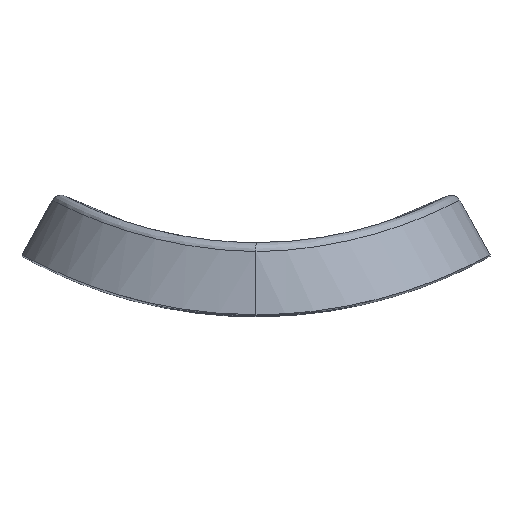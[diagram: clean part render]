
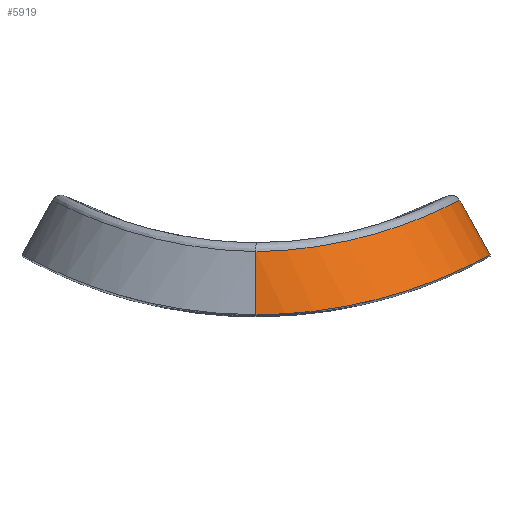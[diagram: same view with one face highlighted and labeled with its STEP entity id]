
A CAD part, top view. The second image highlights one B-rep face of the part: STEP entity #5919.
In plain terms, the highlighted cylindrical face has radius 12 mm (diameter 24 mm), a partial arc.
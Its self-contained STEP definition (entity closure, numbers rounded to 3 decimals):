
#34 = CARTESIAN_POINT ( 'NONE',  ( 1.616, 0.04, 31.937 ) ) ;
#84 = CARTESIAN_POINT ( 'NONE',  ( 4.353, 0.381, 31.321 ) ) ;
#116 = CARTESIAN_POINT ( 'NONE',  ( 5.468, 3.97, 29.959 ) ) ;
#793 = VERTEX_POINT ( 'NONE', #10184 ) ;
#966 = CARTESIAN_POINT ( 'NONE',  ( 4.851, 3.82, 30.345 ) ) ;
#1011 = CARTESIAN_POINT ( 'NONE',  ( 8.056, 4.805, 27.5 ) ) ;
#1055 = CARTESIAN_POINT ( 'NONE',  ( 8.472, 4.97, 26.91 ) ) ;
#1068 = CARTESIAN_POINT ( 'NONE',  ( 6.164, 0.765, 30.552 ) ) ;
#1098 = CARTESIAN_POINT ( 'NONE',  ( 10.215, 5.768, 22.557 ) ) ;
#1111 = CARTESIAN_POINT ( 'NONE',  ( 3.198, 0.203, 31.65 ) ) ;
#1206 = ORIENTED_EDGE ( 'NONE', *, *, #7811, .F. ) ;
#1435 = CARTESIAN_POINT ( 'NONE',  ( 0., 0., 32. ) ) ;
#1479 = CARTESIAN_POINT ( 'NONE',  ( -10.515, 19.117, 20. ) ) ;
#1934 = CARTESIAN_POINT ( 'NONE',  ( 8.914, 1.648, 28.374 ) ) ;
#2019 = CARTESIAN_POINT ( 'NONE',  ( 9.659, 1.948, 27.467 ) ) ;
#2100 = CARTESIAN_POINT ( 'NONE',  ( 6.615, 4.293, 29.092 ) ) ;
#2411 = CYLINDRICAL_SURFACE ( 'NONE', #4499, 12. ) ;
#2434 = CARTESIAN_POINT ( 'NONE',  ( 0., 1.081, 32. ) ) ;
#2935 = CARTESIAN_POINT ( 'NONE',  ( 2.803, 0.155, 31.736 ) ) ;
#3004 = EDGE_LOOP ( 'NONE', ( #8811, #10152, #7101, #1206 ) ) ;
#3056 = CARTESIAN_POINT ( 'NONE',  ( 10.455, 5.891, 20. ) ) ;
#3132 = CARTESIAN_POINT ( 'NONE',  ( 1.462, 3.297, 31.657 ) ) ;
#3274 =( BOUNDED_CURVE ( )  B_SPLINE_CURVE ( 3, ( #1435, #2434, #10509, #4440 ),
 .UNSPECIFIED., .F., .T. ) 
 B_SPLINE_CURVE_WITH_KNOTS ( ( 4, 4 ),
 ( 4.712, 4.843 ),
 .UNSPECIFIED. ) 
 CURVE ( )  GEOMETRIC_REPRESENTATION_ITEM ( )  RATIONAL_B_SPLINE_CURVE ( ( 1., 0.999, 0.999, 1. ) ) 
 REPRESENTATION_ITEM ( '' )  );
#3294 = LINE ( 'NONE', #10941, #7892 ) ;
#3369 = CARTESIAN_POINT ( 'NONE',  ( 0., 0., 32. ) ) ;
#4008 = CARTESIAN_POINT ( 'NONE',  ( 10.14, 5.73, 22.915 ) ) ;
#4019 = CARTESIAN_POINT ( 'NONE',  ( 0.813, 0., 32. ) ) ;
#4046 = CARTESIAN_POINT ( 'NONE',  ( 9.854, 5.588, 23.978 ) ) ;
#4094 = CARTESIAN_POINT ( 'NONE',  ( 4.535, 3.749, 30.522 ) ) ;
#4142 = CARTESIAN_POINT ( 'NONE',  ( 7.833, 4.719, 27.787 ) ) ;
#4345 = CARTESIAN_POINT ( 'NONE',  ( 10.455, 5.891, 20. ) ) ;
#4440 = CARTESIAN_POINT ( 'NONE',  ( 0., 3.231, 31.899 ) ) ;
#4499 = AXIS2_PLACEMENT_3D ( 'NONE', #1479, #12450, #12719 ) ;
#4903 = CARTESIAN_POINT ( 'NONE',  ( 11.415, 2.77, 23.954 ) ) ;
#4908 = VERTEX_POINT ( 'NONE', #3369 ) ;
#5088 = CARTESIAN_POINT ( 'NONE',  ( 9.493, 5.415, 25.013 ) ) ;
#5174 = CARTESIAN_POINT ( 'NONE',  ( 1.824, 3.329, 31.57 ) ) ;
#5771 = CARTESIAN_POINT ( 'NONE',  ( 11.928, 3.043, 21.613 ) ) ;
#5919 = ADVANCED_FACE ( 'NONE', ( #6820 ), #2411, .T. ) ;
#5939 = CARTESIAN_POINT ( 'NONE',  ( 10.865, 2.493, 25.449 ) ) ;
#5983 = CARTESIAN_POINT ( 'NONE',  ( 0.369, 3.237, 31.856 ) ) ;
#6025 = CARTESIAN_POINT ( 'NONE',  ( 0., 3.231, 31.899 ) ) ;
#6694 = VERTEX_POINT ( 'NONE', #12534 ) ;
#6820 = FACE_OUTER_BOUND ( 'NONE', #3004, .T. ) ;
#6900 = CARTESIAN_POINT ( 'NONE',  ( 11.628, 2.882, 23.181 ) ) ;
#6928 = DIRECTION ( 'NONE',  ( 0.482, -0.876, 0. ) ) ;
#6936 = CARTESIAN_POINT ( 'NONE',  ( 10.517, 2.325, 26.15 ) ) ;
#6986 = EDGE_CURVE ( 'NONE', #4908, #793, #3274, .T. ) ;
#6994 = CARTESIAN_POINT ( 'NONE',  ( 9.172, 1.749, 28.082 ) ) ;
#7062 = CARTESIAN_POINT ( 'NONE',  ( 9.196, 5.278, 25.67 ) ) ;
#7083 = B_SPLINE_CURVE_WITH_KNOTS ( 'NONE', 3,
 ( #3056, #10036, #9182, #1098, #4008, #11033, #4046, #5088, #7062, #10209, #1055, #1011, #4142, #9086, #2100, #8034, #116, #966, #4094, #9005, #7105, #5174, #3132, #7994, #5983, #6025 ),
 .UNSPECIFIED., .F., .F.,
 ( 4, 2, 2, 2, 2, 2, 2, 2, 2, 2, 2, 2, 4 ),
 ( 0., 0.002, 0.003, 0.004, 0.007, 0.008, 0.009, 0.011, 0.012, 0.013, 0.015, 0.016, 0.018 ),
 .UNSPECIFIED. ) ;
#7101 = ORIENTED_EDGE ( 'NONE', *, *, #6986, .F. ) ;
#7105 = CARTESIAN_POINT ( 'NONE',  ( 2.886, 3.446, 31.266 ) ) ;
#7811 = EDGE_CURVE ( 'NONE', #6694, #4908, #12960, .T. ) ;
#7892 = VECTOR ( 'NONE', #6928, 1000. ) ;
#7951 = CARTESIAN_POINT ( 'NONE',  ( 11.717, 2.929, 22.792 ) ) ;
#7994 = CARTESIAN_POINT ( 'NONE',  ( 0.736, 3.251, 31.799 ) ) ;
#8004 = CARTESIAN_POINT ( 'NONE',  ( 0., 0., 32. ) ) ;
#8034 = CARTESIAN_POINT ( 'NONE',  ( 5.765, 4.05, 29.752 ) ) ;
#8587 = EDGE_CURVE ( 'NONE', #9804, #6694, #3294, .T. ) ;
#8739 = CARTESIAN_POINT ( 'NONE',  ( 9.888, 2.046, 27.144 ) ) ;
#8811 = ORIENTED_EDGE ( 'NONE', *, *, #8587, .F. ) ;
#8970 = CARTESIAN_POINT ( 'NONE',  ( 7.494, 1.144, 29.694 ) ) ;
#9005 = CARTESIAN_POINT ( 'NONE',  ( 3.563, 3.554, 31.006 ) ) ;
#9086 = CARTESIAN_POINT ( 'NONE',  ( 7.131, 4.464, 28.601 ) ) ;
#9182 = CARTESIAN_POINT ( 'NONE',  ( 10.394, 5.859, 21.476 ) ) ;
#9682 = EDGE_CURVE ( 'NONE', #9804, #793, #7083, .T. ) ;
#9804 = VERTEX_POINT ( 'NONE', #4345 ) ;
#9894 = CARTESIAN_POINT ( 'NONE',  ( 12., 3.082, 20. ) ) ;
#10036 = CARTESIAN_POINT ( 'NONE',  ( 10.455, 5.891, 20.744 ) ) ;
#10086 = CARTESIAN_POINT ( 'NONE',  ( 3.974, 0.316, 31.443 ) ) ;
#10130 = CARTESIAN_POINT ( 'NONE',  ( 5.461, 0.595, 30.903 ) ) ;
#10152 = ORIENTED_EDGE ( 'NONE', *, *, #9682, .T. ) ;
#10184 = CARTESIAN_POINT ( 'NONE',  ( 0., 3.231, 31.899 ) ) ;
#10209 = CARTESIAN_POINT ( 'NONE',  ( 8.664, 5.05, 26.606 ) ) ;
#10509 = CARTESIAN_POINT ( 'NONE',  ( 0., 2.16, 31.966 ) ) ;
#10907 = CARTESIAN_POINT ( 'NONE',  ( 12., 3.082, 20.813 ) ) ;
#10941 = CARTESIAN_POINT ( 'NONE',  ( 12., 3.082, 20. ) ) ;
#11006 = CARTESIAN_POINT ( 'NONE',  ( 8.097, 1.346, 29.202 ) ) ;
#11033 = CARTESIAN_POINT ( 'NONE',  ( 9.96, 5.64, 23.624 ) ) ;
#11950 = CARTESIAN_POINT ( 'NONE',  ( 11.29, 2.706, 24.337 ) ) ;
#12450 = DIRECTION ( 'NONE',  ( 0.482, -0.876, 0. ) ) ;
#12534 = CARTESIAN_POINT ( 'NONE',  ( 12., 3.082, 20. ) ) ;
#12719 = DIRECTION ( 'NONE',  ( 0.876, 0.482, 0. ) ) ;
#12960 = B_SPLINE_CURVE_WITH_KNOTS ( 'NONE', 3,
 ( #9894, #10907, #5771, #7951, #6900, #4903, #11950, #5939, #6936, #8739, #2019, #6994, #1934, #11006, #8970, #1068, #10130, #84, #10086, #1111, #2935, #34, #4019, #8004 ),
 .UNSPECIFIED., .F., .F.,
 ( 4, 2, 2, 2, 2, 2, 2, 2, 2, 2, 2, 4 ),
 ( 0., 0.002, 0.004, 0.005, 0.007, 0.008, 0.01, 0.012, 0.014, 0.016, 0.017, 0.019 ),
 .UNSPECIFIED. ) ;
